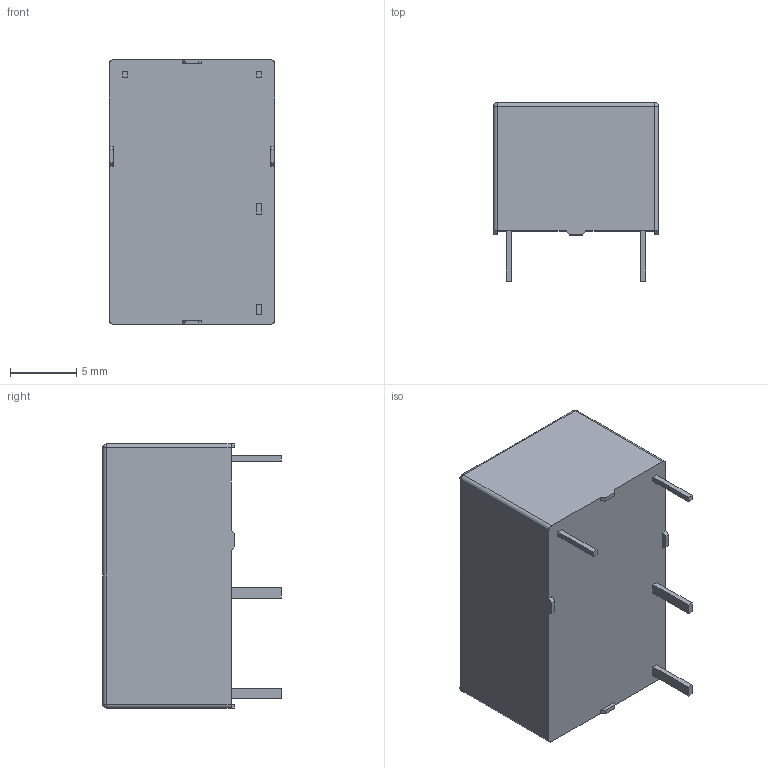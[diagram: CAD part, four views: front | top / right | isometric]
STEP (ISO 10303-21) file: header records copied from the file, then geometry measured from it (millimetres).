
FILE_DESCRIPTION(('FreeCAD Model'),'2;1');
FILE_NAME('ALQ112.step','2017-06-11T22:36:23',( 'Author'),(''),'Open CASCADE STEP processor 6.8','FreeCAD','Unknown' );
FILE_SCHEMA(('AUTOMOTIVE_DESIGN_CC2 { 1 2 10303 214 -1 1 5 4 }'));
Length unit declared in the file: millimetre
Products named in the file (2): ASSEMBLY; User_Library-PANASONIC_DK1A-5V-F
Assembly tree (1 placements, depth 2):
  ASSEMBLY
    User_Library-PANASONIC_DK1A-5V-F
Bounding box: 12.5 x 13.5 x 20 mm (x, y, z)
Volume: 2427.1 mm3; surface area: 1150.7 mm2
Topology: 1 solids, 1 shells, 54 faces, 136 edges, 84 vertices
Faces by surface type: plane 42, cylinder 8, bspline 4
Entity records: 4323 total; most frequent: CARTESIAN_POINT 1652, DIRECTION 472, LINE 332, VECTOR 332, ORIENTED_EDGE 264, PCURVE 264, DEFINITIONAL_REPRESENTATION 264, EDGE_CURVE 132
